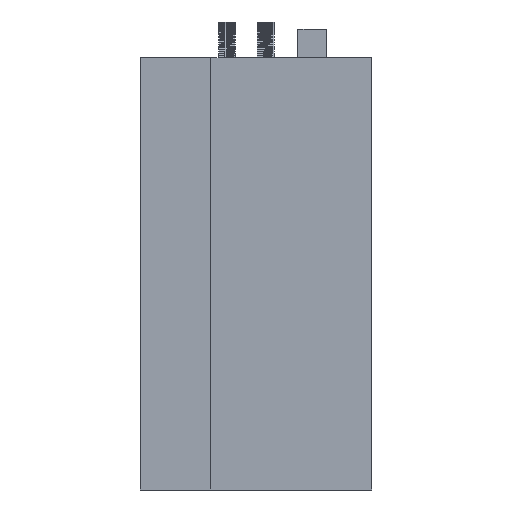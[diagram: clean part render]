
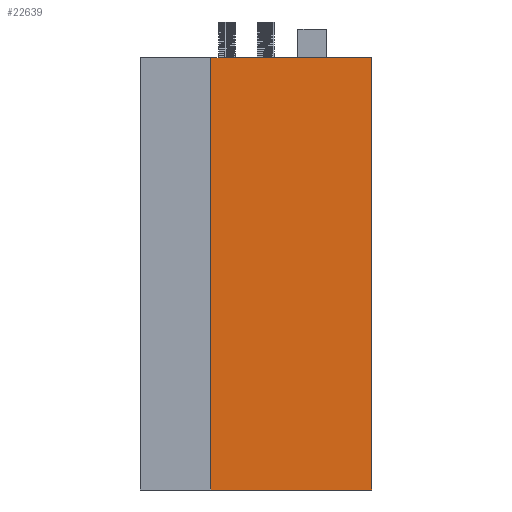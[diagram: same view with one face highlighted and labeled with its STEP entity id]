
A CAD part, left-side view. The second image highlights one B-rep face of the part: STEP entity #22639.
In plain terms, the highlighted planar face has unit normal (-1, 0, 0).
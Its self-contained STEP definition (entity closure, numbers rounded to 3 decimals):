
#1177=FACE_OUTER_BOUND('',#2322,.T.);
#2322=EDGE_LOOP('',(#20404,#20405,#20406,#20407));
#5513=LINE('',#35620,#8708);
#5514=LINE('',#35623,#8709);
#5515=LINE('',#35625,#8710);
#5516=LINE('',#35626,#8711);
#8708=VECTOR('',#29202,10.);
#8709=VECTOR('',#29205,10.);
#8710=VECTOR('',#29206,10.);
#8711=VECTOR('',#29207,10.);
#10808=VERTEX_POINT('',#35614);
#10810=VERTEX_POINT('',#35618);
#10811=VERTEX_POINT('',#35622);
#10812=VERTEX_POINT('',#35624);
#14009=EDGE_CURVE('',#10808,#10810,#5513,.T.);
#14010=EDGE_CURVE('',#10808,#10811,#5514,.T.);
#14011=EDGE_CURVE('',#10812,#10810,#5515,.T.);
#14012=EDGE_CURVE('',#10811,#10812,#5516,.T.);
#20404=ORIENTED_EDGE('',*,*,#14010,.F.);
#20405=ORIENTED_EDGE('',*,*,#14009,.T.);
#20406=ORIENTED_EDGE('',*,*,#14011,.F.);
#20407=ORIENTED_EDGE('',*,*,#14012,.F.);
#21527=PLANE('',#23776);
#22639=ADVANCED_FACE('',(#1177),#21527,.T.);
#23776=AXIS2_PLACEMENT_3D('',#35621,#29203,#29204);
#29202=DIRECTION('',(0.,-1.,0.));
#29203=DIRECTION('center_axis',(-1.,0.,0.));
#29204=DIRECTION('ref_axis',(0.,0.,-1.));
#29205=DIRECTION('',(0.,0.,1.));
#29206=DIRECTION('',(0.,0.,-1.));
#29207=DIRECTION('',(0.,-1.,0.));
#35614=CARTESIAN_POINT('',(-24.977,0.,-34.498));
#35618=CARTESIAN_POINT('',(-24.977,-25.,-34.498));
#35620=CARTESIAN_POINT('',(-24.977,0.,-34.498));
#35621=CARTESIAN_POINT('Origin',(-24.977,0.,32.692));
#35622=CARTESIAN_POINT('',(-24.977,0.,32.692));
#35623=CARTESIAN_POINT('',(-24.977,0.,-34.498));
#35624=CARTESIAN_POINT('',(-24.977,-25.,32.692));
#35625=CARTESIAN_POINT('',(-24.977,-25.,-34.498));
#35626=CARTESIAN_POINT('',(-24.977,0.,32.692));
